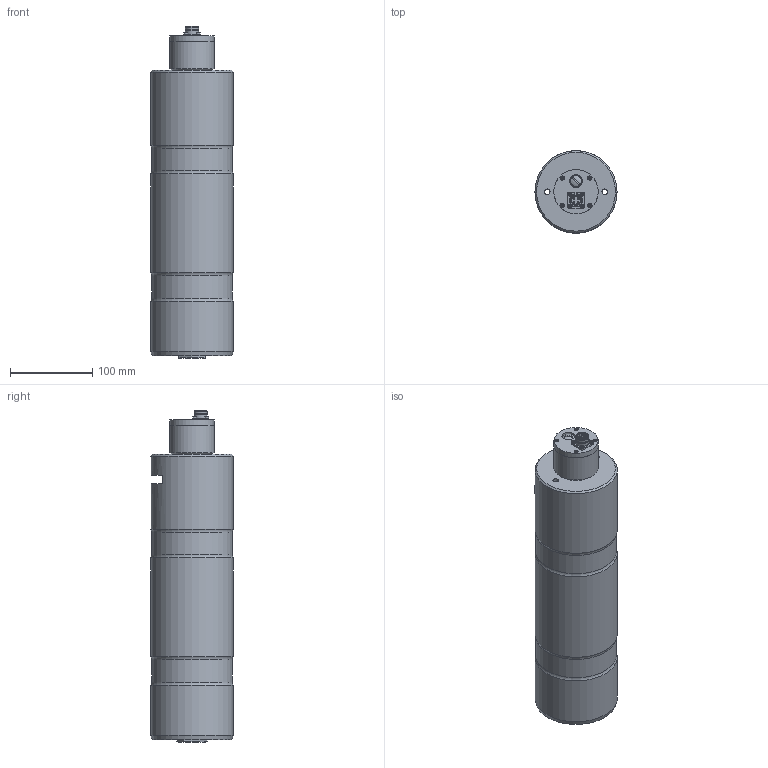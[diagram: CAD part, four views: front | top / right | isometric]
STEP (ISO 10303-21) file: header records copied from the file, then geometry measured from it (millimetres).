
FILE_DESCRIPTION (( 'STEP AP203' ), '1' );
FILE_NAME ('422-420-000-001.STEP', '2016-06-29T08:58:56', ( 'magtroladmin' ), ( 'Hewlett-Packard Company' ), 'SwSTEP 2.0', 'SolidWorks 2016', '' );
FILE_SCHEMA (( 'CONFIG_CONTROL_DESIGN' ));
Length unit declared in the file: millimetre
Products named in the file (1): 422-420-000-001
Bounding box: 100 x 100 x 404 mm (x, y, z)
Surface area: 138304.5 mm2 (no closed solid volume)
Topology: 0 solids, 24 shells, 159 faces, 424 edges, 275 vertices
Faces by surface type: plane 87, cylinder 35, cone 18, torus 18, sphere 1
Full cylindrical faces by diameter (mm): 1.6 x4, 2.1 x1, 4.5 x4, 5 x4, 6.8 x4, 12 x1, 15 x2, 16 x3, 54 x2, 98 x2, 100 x3
Entity records: 4533 total; most frequent: CARTESIAN_POINT 821, DIRECTION 791, ORIENTED_EDGE 548, EDGE_CURVE 344, AXIS2_PLACEMENT_3D 295, VERTEX_POINT 261, EDGE_LOOP 253, FACE_OUTER_BOUND 208
